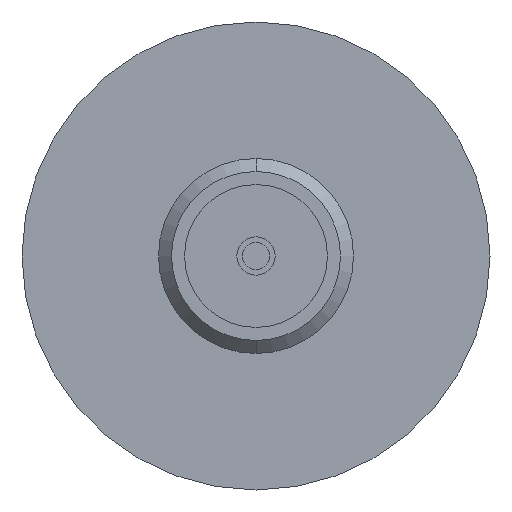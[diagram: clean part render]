
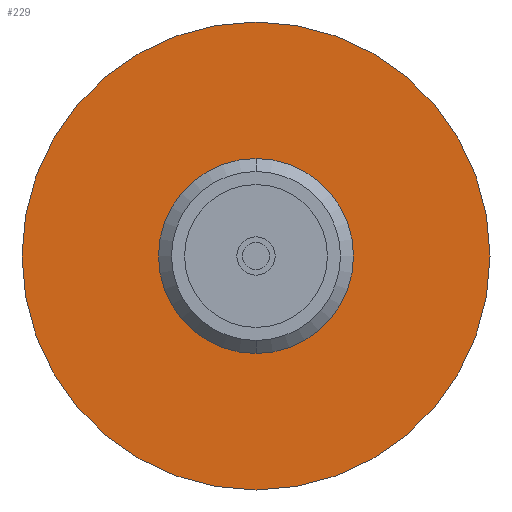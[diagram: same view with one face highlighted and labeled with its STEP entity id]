
A CAD part, front view. The second image highlights one B-rep face of the part: STEP entity #229.
In plain terms, the highlighted planar face has unit normal (0, -1, 0).
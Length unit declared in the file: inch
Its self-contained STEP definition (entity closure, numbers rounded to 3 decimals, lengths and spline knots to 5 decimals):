
#40 = AXIS2_PLACEMENT_3D ( 'NONE', #1323, #1316, #1208 ) ;
#45 = ORIENTED_EDGE ( 'NONE', *, *, #847, .F. ) ;
#46 = CIRCLE ( 'NONE', #350, 0.10236 ) ;
#113 = CIRCLE ( 'NONE', #870, 0.28346 ) ;
#160 = EDGE_LOOP ( 'NONE', ( #45, #966 ) ) ;
#169 = DIRECTION ( 'NONE',  ( 0., 1., 0. ) ) ;
#174 = AXIS2_PLACEMENT_3D ( 'NONE', #970, #169, #589 ) ;
#182 = AXIS2_PLACEMENT_3D ( 'NONE', #682, #468, #580 ) ;
#186 = VERTEX_POINT ( 'NONE', #662 ) ;
#229 = ADVANCED_FACE ( 'NONE', ( #879, #573 ), #690, .F. ) ;
#255 = EDGE_CURVE ( 'NONE', #334, #186, #638, .T. ) ;
#274 = EDGE_CURVE ( 'NONE', #186, #334, #113, .T. ) ;
#334 = VERTEX_POINT ( 'NONE', #1111 ) ;
#350 = AXIS2_PLACEMENT_3D ( 'NONE', #1101, #895, #659 ) ;
#380 = CARTESIAN_POINT ( 'NONE',  ( 0., 0., 0.10236 ) ) ;
#383 = VERTEX_POINT ( 'NONE', #421 ) ;
#395 = CARTESIAN_POINT ( 'NONE',  ( 0., 0., 0. ) ) ;
#421 = CARTESIAN_POINT ( 'NONE',  ( 0., 0., -0.10236 ) ) ;
#463 = CIRCLE ( 'NONE', #182, 0.10236 ) ;
#468 = DIRECTION ( 'NONE',  ( 0., -1., 0. ) ) ;
#494 = ORIENTED_EDGE ( 'NONE', *, *, #274, .T. ) ;
#501 = EDGE_LOOP ( 'NONE', ( #665, #494 ) ) ;
#573 = FACE_OUTER_BOUND ( 'NONE', #501, .T. ) ;
#580 = DIRECTION ( 'NONE',  ( 0., 0., -1. ) ) ;
#589 = DIRECTION ( 'NONE',  ( 0., 0., 1. ) ) ;
#638 = CIRCLE ( 'NONE', #40, 0.28346 ) ;
#659 = DIRECTION ( 'NONE',  ( 0., 0., -1. ) ) ;
#662 = CARTESIAN_POINT ( 'NONE',  ( 0., 0., 0.28346 ) ) ;
#665 = ORIENTED_EDGE ( 'NONE', *, *, #255, .T. ) ;
#682 = CARTESIAN_POINT ( 'NONE',  ( 0., 0., 0. ) ) ;
#690 = PLANE ( 'NONE',  #174 ) ;
#811 = DIRECTION ( 'NONE',  ( 0., 0., -1. ) ) ;
#847 = EDGE_CURVE ( 'NONE', #383, #852, #46, .T. ) ;
#852 = VERTEX_POINT ( 'NONE', #380 ) ;
#864 = EDGE_CURVE ( 'NONE', #852, #383, #463, .T. ) ;
#870 = AXIS2_PLACEMENT_3D ( 'NONE', #395, #1019, #811 ) ;
#879 = FACE_BOUND ( 'NONE', #160, .T. ) ;
#895 = DIRECTION ( 'NONE',  ( 0., -1., 0. ) ) ;
#966 = ORIENTED_EDGE ( 'NONE', *, *, #864, .F. ) ;
#970 = CARTESIAN_POINT ( 'NONE',  ( -0.10236, 0., 0. ) ) ;
#1019 = DIRECTION ( 'NONE',  ( 0., -1., 0. ) ) ;
#1101 = CARTESIAN_POINT ( 'NONE',  ( 0., 0., 0. ) ) ;
#1111 = CARTESIAN_POINT ( 'NONE',  ( 0., 0., -0.28346 ) ) ;
#1208 = DIRECTION ( 'NONE',  ( 0., 0., -1. ) ) ;
#1316 = DIRECTION ( 'NONE',  ( 0., -1., 0. ) ) ;
#1323 = CARTESIAN_POINT ( 'NONE',  ( 0., 0., 0. ) ) ;
